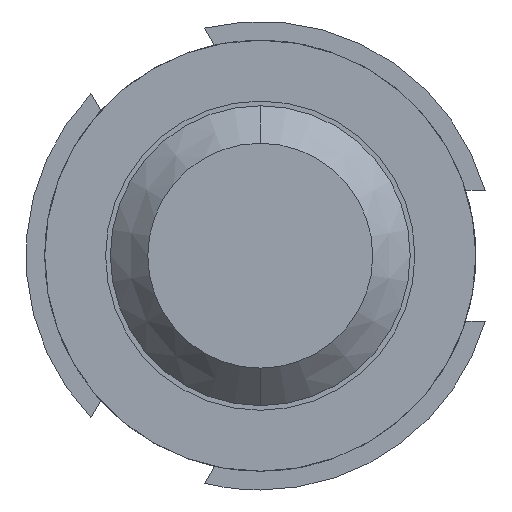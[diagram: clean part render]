
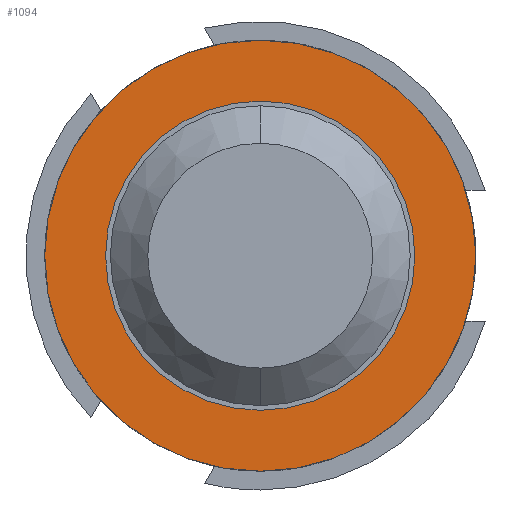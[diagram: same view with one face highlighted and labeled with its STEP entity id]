
A CAD part, front view. The second image highlights one B-rep face of the part: STEP entity #1094.
In plain terms, the highlighted planar face has unit normal (0, -1, 0).
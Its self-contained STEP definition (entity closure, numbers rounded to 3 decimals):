
#89 = VERTEX_POINT ( 'NONE', #1417 ) ;
#158 = CARTESIAN_POINT ( 'NONE',  ( 0.825, -1.5, 0. ) ) ;
#171 = CARTESIAN_POINT ( 'NONE',  ( 0., -1.5, -1.15 ) ) ;
#227 = VERTEX_POINT ( 'NONE', #171 ) ;
#404 = CIRCLE ( 'NONE', #1190, 0.825 ) ;
#476 = DIRECTION ( 'NONE',  ( 0., 1., 0. ) ) ;
#526 = ORIENTED_EDGE ( 'NONE', *, *, #1245, .F. ) ;
#662 = CARTESIAN_POINT ( 'NONE',  ( 0., -1.5, 0. ) ) ;
#719 = DIRECTION ( 'NONE',  ( 0., 1., 0. ) ) ;
#873 = CIRCLE ( 'NONE', #1918, 1.15 ) ;
#984 = DIRECTION ( 'NONE',  ( 0., 0., 1. ) ) ;
#1094 = ADVANCED_FACE ( 'Defeature ausgef�hrt4_46', ( #3160, #4014 ), #3118, .F. ) ;
#1160 = CARTESIAN_POINT ( 'NONE',  ( 0., -1.5, 0. ) ) ;
#1190 = AXIS2_PLACEMENT_3D ( 'NONE', #1160, #4437, #1874 ) ;
#1245 = EDGE_CURVE ( 'Defeature ausgef�hrt4_42+Defeature ausgef�hrt4_46+Defeature ausgef�hrt4_46+Defeature ausgef�hrt4_46', #227, #89, #1813, .T. ) ;
#1262 = CARTESIAN_POINT ( 'NONE',  ( 0., -1.5, -0.825 ) ) ;
#1417 = CARTESIAN_POINT ( 'NONE',  ( 0., -1.5, 1.15 ) ) ;
#1453 = EDGE_CURVE ( 'Defeature ausgef�hrt4_46+Defeature ausgef�hrt4_45+Defeature ausgef�hrt4_45+Defeature ausgef�hrt4_45', #2825, #3682, #404, .T. ) ;
#1540 = AXIS2_PLACEMENT_3D ( 'NONE', #3918, #719, #2836 ) ;
#1567 = ORIENTED_EDGE ( 'NONE', *, *, #3726, .F. ) ;
#1688 = AXIS2_PLACEMENT_3D ( 'NONE', #158, #476, #2621 ) ;
#1724 = EDGE_CURVE ( 'Defeature ausgef�hrt4_46+Defeature ausgef�hrt4_45+Defeature ausgef�hrt4_45+Defeature ausgef�hrt4_45', #3682, #2825, #3323, .T. ) ;
#1799 = EDGE_LOOP ( 'NONE', ( #1567, #526 ) ) ;
#1813 = CIRCLE ( 'NONE', #1540, 1.15 ) ;
#1874 = DIRECTION ( 'NONE',  ( 0., 0., 1. ) ) ;
#1918 = AXIS2_PLACEMENT_3D ( 'NONE', #3836, #3460, #2743 ) ;
#2621 = DIRECTION ( 'NONE',  ( 0., 0., 1. ) ) ;
#2743 = DIRECTION ( 'NONE',  ( 0., 0., 1. ) ) ;
#2825 = VERTEX_POINT ( 'NONE', #3159 ) ;
#2836 = DIRECTION ( 'NONE',  ( 0., 0., 1. ) ) ;
#2917 = ORIENTED_EDGE ( 'NONE', *, *, #1724, .T. ) ;
#2928 = EDGE_LOOP ( 'NONE', ( #4404, #2917 ) ) ;
#3118 = PLANE ( 'NONE',  #1688 ) ;
#3159 = CARTESIAN_POINT ( 'NONE',  ( 0., -1.5, 0.825 ) ) ;
#3160 = FACE_OUTER_BOUND ( 'NONE', #1799, .T. ) ;
#3323 = CIRCLE ( 'NONE', #3922, 0.825 ) ;
#3460 = DIRECTION ( 'NONE',  ( 0., 1., 0. ) ) ;
#3682 = VERTEX_POINT ( 'NONE', #1262 ) ;
#3726 = EDGE_CURVE ( 'Defeature ausgef�hrt4_42+Defeature ausgef�hrt4_46+Defeature ausgef�hrt4_46+Defeature ausgef�hrt4_46', #89, #227, #873, .T. ) ;
#3836 = CARTESIAN_POINT ( 'NONE',  ( 0., -1.5, 0. ) ) ;
#3918 = CARTESIAN_POINT ( 'NONE',  ( 0., -1.5, 0. ) ) ;
#3922 = AXIS2_PLACEMENT_3D ( 'NONE', #662, #4573, #984 ) ;
#4014 = FACE_BOUND ( 'NONE', #2928, .T. ) ;
#4404 = ORIENTED_EDGE ( 'NONE', *, *, #1453, .T. ) ;
#4437 = DIRECTION ( 'NONE',  ( 0., 1., 0. ) ) ;
#4573 = DIRECTION ( 'NONE',  ( 0., 1., 0. ) ) ;
